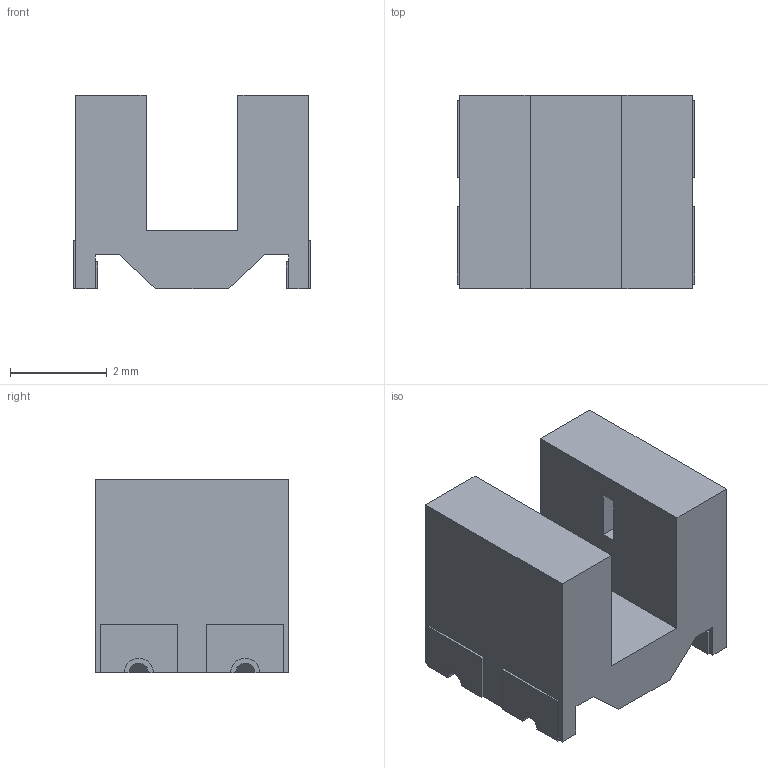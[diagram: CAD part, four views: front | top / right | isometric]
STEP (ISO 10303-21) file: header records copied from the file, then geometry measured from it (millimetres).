
FILE_DESCRIPTION (( 'STEP AP214' ), '1' );
FILE_NAME ('ARB011.STEP', '2023-04-25T16:25:36', ( '' ), ( '' ), 'SwSTEP 2.0', 'SolidWorks 2014', '' );
FILE_SCHEMA (( 'AUTOMOTIVE_DESIGN' ));
Length unit declared in the file: millimetre
Products named in the file (1): ARB011
Bounding box: 4.9 x 4 x 4 mm (x, y, z)
Volume: 50.4 mm3; surface area: 154.7 mm2
Topology: 13 solids, 13 shells, 136 faces, 324 edges, 216 vertices
Faces by surface type: plane 104, cylinder 32
Entity records: 4054 total; most frequent: CARTESIAN_POINT 677, DIRECTION 662, ORIENTED_EDGE 648, EDGE_CURVE 324, VECTOR 260, LINE 260, VERTEX_POINT 216, AXIS2_PLACEMENT_3D 201
